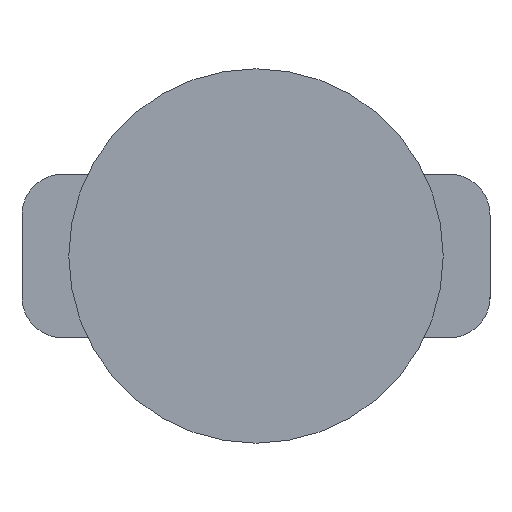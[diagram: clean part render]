
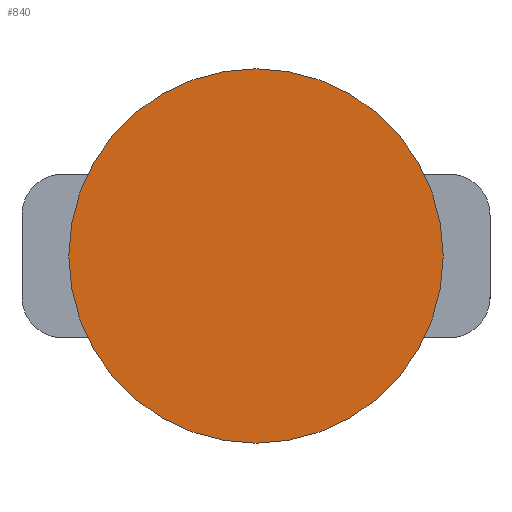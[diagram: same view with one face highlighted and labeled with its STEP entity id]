
A CAD part, front view. The second image highlights one B-rep face of the part: STEP entity #840.
In plain terms, the highlighted planar face has unit normal (0, -1, 0).
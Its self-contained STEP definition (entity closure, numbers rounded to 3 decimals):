
#79=PLANE('',#953);
#115=FACE_OUTER_BOUND('',#162,.T.);
#162=EDGE_LOOP('',(#609));
#396=CIRCLE('',#951,79.091);
#420=VERTEX_POINT('',#1300);
#495=EDGE_CURVE('',#420,#420,#396,.T.);
#609=ORIENTED_EDGE('',*,*,#495,.F.);
#840=ADVANCED_FACE('',(#115),#79,.F.);
#951=AXIS2_PLACEMENT_3D('',#1302,#1044,#1045);
#953=AXIS2_PLACEMENT_3D('',#1304,#1048,#1049);
#1044=DIRECTION('center_axis',(0.,1.,0.));
#1045=DIRECTION('ref_axis',(1.,0.,0.));
#1048=DIRECTION('center_axis',(0.,1.,0.));
#1049=DIRECTION('ref_axis',(1.,0.,0.));
#1300=CARTESIAN_POINT('',(-79.091,0.,0.));
#1302=CARTESIAN_POINT('Origin',(0.,0.,0.));
#1304=CARTESIAN_POINT('Origin',(0.,0.,0.));
